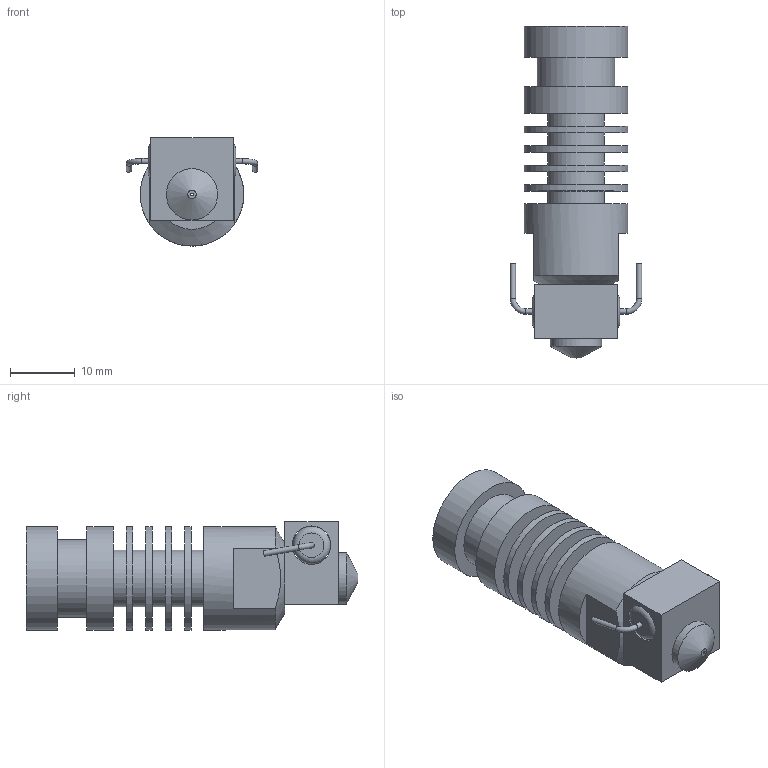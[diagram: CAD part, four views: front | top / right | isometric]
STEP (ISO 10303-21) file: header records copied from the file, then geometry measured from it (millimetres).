
FILE_DESCRIPTION(/* description */ ('Alibre Inc.'),/* implementation_level */ '2;1');
FILE_NAME(/* name */ 'export0',/* time_stamp */ '2015-07-11T13:26:46+12:00',/* author */ (''),/* organization */ (''),/* preprocessor_version */ 'ST-DEVELOPER v14',/* originating_system */ 'Alibre',/* authorisation */ '');
FILE_SCHEMA (('CONFIG_CONTROL_DESIGN'));
Length unit declared in the file: centimetre
Products named in the file (4): ID_1
Bounding box: 20.34 x 51.3 x 16.73 mm (x, y, z)
Volume: 6427.1 mm3; surface area: 6254 mm2
Topology: 3 solids, 3 shells, 65 faces, 118 edges, 76 vertices
Faces by surface type: plane 33, cylinder 26, torus 4, cone 2
Full cylindrical faces by diameter (mm): 0.4 x1, 0.84 x4, 2.286 x1, 3.505 x1, 5.8 x1, 5.944 x1, 6.477 x1, 6.5 x1, 7.938 x2, 8.75 x5, 12 x1, 16 x7
Entity records: 1737 total; most frequent: DIRECTION 227, CARTESIAN_POINT 218, ORIENTED_EDGE 162, AXIS2_PLACEMENT_3D 123, EDGE_LOOP 120, FACE_BOUND 120, EDGE_CURVE 81, VERTEX_POINT 71
